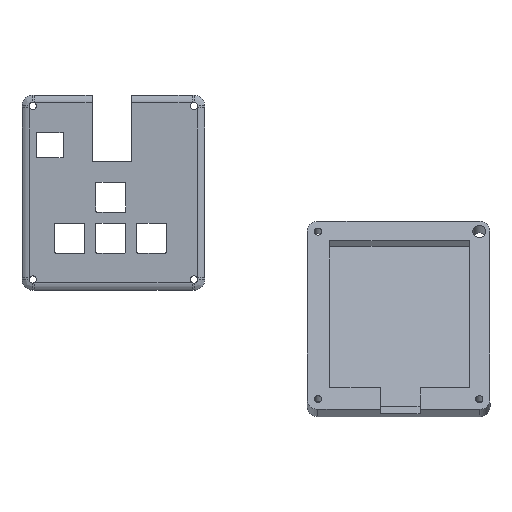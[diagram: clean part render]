
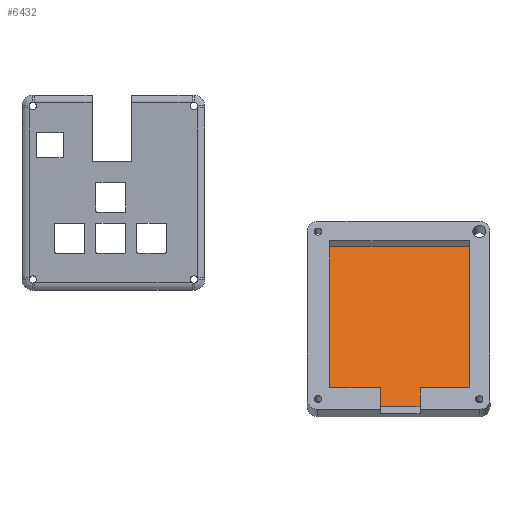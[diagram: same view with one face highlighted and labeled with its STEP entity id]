
A CAD part, top view. The second image highlights one B-rep face of the part: STEP entity #6432.
In plain terms, the highlighted face is planar.
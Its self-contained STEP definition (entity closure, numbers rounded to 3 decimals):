
#301=PLANE('',#6654);
#606=FACE_OUTER_BOUND('',#981,.T.);
#981=EDGE_LOOP('',(#5575,#5576,#5577,#5578,#5579,#5580,#5581,#5582));
#1239=LINE('',#10136,#1734);
#1255=LINE('',#10177,#1750);
#1258=LINE('',#10183,#1753);
#1261=LINE('',#10189,#1756);
#1264=LINE('',#10195,#1759);
#1265=LINE('',#10197,#1760);
#1446=LINE('',#12712,#1941);
#1447=LINE('',#12715,#1942);
#1734=VECTOR('',#7071,10.);
#1750=VECTOR('',#7105,10.);
#1753=VECTOR('',#7110,10.);
#1756=VECTOR('',#7115,10.);
#1759=VECTOR('',#7120,10.);
#1760=VECTOR('',#7123,10.);
#1941=VECTOR('',#7406,10.);
#1942=VECTOR('',#7411,10.);
#2681=VERTEX_POINT('',#10129);
#2684=VERTEX_POINT('',#10134);
#2697=VERTEX_POINT('',#10170);
#2700=VERTEX_POINT('',#10175);
#2701=VERTEX_POINT('',#10179);
#2703=VERTEX_POINT('',#10185);
#2705=VERTEX_POINT('',#10191);
#2954=VERTEX_POINT('',#12709);
#3443=EDGE_CURVE('',#2684,#2681,#1239,.T.);
#3463=EDGE_CURVE('',#2697,#2700,#1255,.T.);
#3466=EDGE_CURVE('',#2701,#2697,#1258,.T.);
#3469=EDGE_CURVE('',#2703,#2701,#1261,.T.);
#3472=EDGE_CURVE('',#2705,#2703,#1264,.T.);
#3473=EDGE_CURVE('',#2684,#2705,#1265,.T.);
#3850=EDGE_CURVE('',#2954,#2681,#1446,.T.);
#3851=EDGE_CURVE('',#2700,#2954,#1447,.T.);
#5575=ORIENTED_EDGE('',*,*,#3850,.T.);
#5576=ORIENTED_EDGE('',*,*,#3443,.F.);
#5577=ORIENTED_EDGE('',*,*,#3473,.T.);
#5578=ORIENTED_EDGE('',*,*,#3472,.T.);
#5579=ORIENTED_EDGE('',*,*,#3469,.T.);
#5580=ORIENTED_EDGE('',*,*,#3466,.T.);
#5581=ORIENTED_EDGE('',*,*,#3463,.T.);
#5582=ORIENTED_EDGE('',*,*,#3851,.T.);
#6432=ADVANCED_FACE('',(#606),#301,.T.);
#6654=AXIS2_PLACEMENT_3D('',#12716,#7412,#7413);
#7071=DIRECTION('',(1.,0.,0.));
#7105=DIRECTION('',(0.,1.,0.));
#7110=DIRECTION('',(1.,0.,0.));
#7115=DIRECTION('',(0.,-1.,0.));
#7120=DIRECTION('',(-1.,0.,0.));
#7123=DIRECTION('',(0.,-1.,0.));
#7406=DIRECTION('',(0.,1.,0.));
#7411=DIRECTION('',(-1.,0.,0.));
#7412=DIRECTION('center_axis',(0.,0.,1.));
#7413=DIRECTION('ref_axis',(1.,0.,0.));
#10129=CARTESIAN_POINT('',(-194.523,169.5,3.));
#10134=CARTESIAN_POINT('',(-213.023,169.5,3.));
#10136=CARTESIAN_POINT('',(-240.4,169.5,3.));
#10170=CARTESIAN_POINT('',(-170.873,91.583,3.));
#10175=CARTESIAN_POINT('',(-170.873,162.583,3.));
#10177=CARTESIAN_POINT('',(-170.873,49.333,3.));
#10179=CARTESIAN_POINT('',(-236.173,91.583,3.));
#10183=CARTESIAN_POINT('',(-219.848,91.583,3.));
#10185=CARTESIAN_POINT('',(-236.173,162.583,3.));
#10189=CARTESIAN_POINT('',(-236.173,84.833,3.));
#10191=CARTESIAN_POINT('',(-213.023,162.583,3.));
#10195=CARTESIAN_POINT('',(-208.273,162.583,3.));
#10197=CARTESIAN_POINT('',(-213.023,90.083,3.));
#12709=CARTESIAN_POINT('',(-194.523,162.583,3.));
#12712=CARTESIAN_POINT('',(-194.523,84.833,3.));
#12715=CARTESIAN_POINT('',(-187.198,162.583,3.));
#12716=CARTESIAN_POINT('Origin',(-203.523,7.083,3.));
